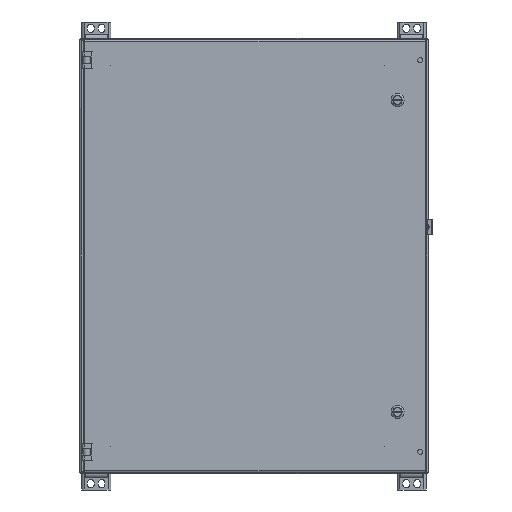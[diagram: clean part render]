
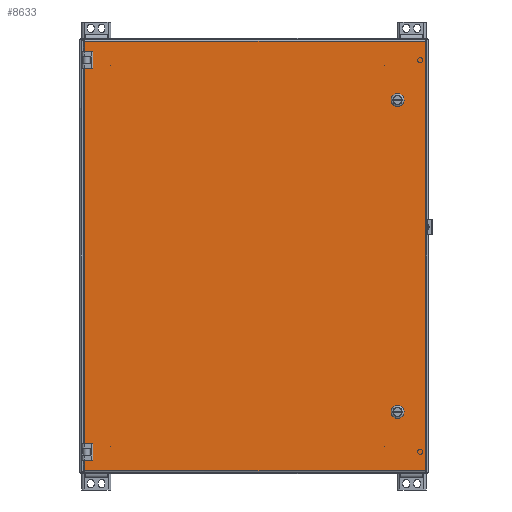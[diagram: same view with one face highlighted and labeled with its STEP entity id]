
A CAD part, front view. The second image highlights one B-rep face of the part: STEP entity #8633.
In plain terms, the highlighted planar face has unit normal (0, -1, 0).
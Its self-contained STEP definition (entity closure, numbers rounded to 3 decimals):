
#8633 = ADVANCED_FACE( '', ( #17230, #17231, #17232 ), #17233, .T. );
#17230 = FACE_BOUND( '', #57361, .T. );
#17231 = FACE_BOUND( '', #57362, .T. );
#17232 = FACE_OUTER_BOUND( '', #57363, .T. );
#17233 = PLANE( '', #57364 );
#57361 = EDGE_LOOP( '', ( #82806, #82807, #82808, #82809 ) );
#57362 = EDGE_LOOP( '', ( #82810, #82811, #82812, #82813 ) );
#57363 = EDGE_LOOP( '', ( #82814, #82815, #82816, #82817, #82818, #82819, #82820, #82821, #82822, #82823, #82824, #82825 ) );
#57364 = AXIS2_PLACEMENT_3D( '', #82826, #82827, #82828 );
#82806 = ORIENTED_EDGE( '', *, *, #90305, .F. );
#82807 = ORIENTED_EDGE( '', *, *, #83777, .F. );
#82808 = ORIENTED_EDGE( '', *, *, #85678, .F. );
#82809 = ORIENTED_EDGE( '', *, *, #84936, .F. );
#82810 = ORIENTED_EDGE( '', *, *, #91600, .F. );
#82811 = ORIENTED_EDGE( '', *, *, #87978, .F. );
#82812 = ORIENTED_EDGE( '', *, *, #90894, .F. );
#82813 = ORIENTED_EDGE( '', *, *, #90077, .F. );
#82814 = ORIENTED_EDGE( '', *, *, #89913, .F. );
#82815 = ORIENTED_EDGE( '', *, *, #90104, .F. );
#82816 = ORIENTED_EDGE( '', *, *, #89400, .F. );
#82817 = ORIENTED_EDGE( '', *, *, #91099, .F. );
#82818 = ORIENTED_EDGE( '', *, *, #83769, .F. );
#82819 = ORIENTED_EDGE( '', *, *, #88187, .F. );
#82820 = ORIENTED_EDGE( '', *, *, #85185, .F. );
#82821 = ORIENTED_EDGE( '', *, *, #90881, .T. );
#82822 = ORIENTED_EDGE( '', *, *, #90438, .F. );
#82823 = ORIENTED_EDGE( '', *, *, #90998, .F. );
#82824 = ORIENTED_EDGE( '', *, *, #91154, .F. );
#82825 = ORIENTED_EDGE( '', *, *, #85865, .F. );
#82826 = CARTESIAN_POINT( '', ( 0., 0., 0. ) );
#82827 = DIRECTION( '', ( 0., -1., 0. ) );
#82828 = DIRECTION( '', ( 0., 0., -1. ) );
#83769 = EDGE_CURVE( '', #92533, #92529, #92535, .T. );
#83777 = EDGE_CURVE( '', #92547, #92549, #92550, .T. );
#84936 = EDGE_CURVE( '', #94556, #94558, #94559, .T. );
#85185 = EDGE_CURVE( '', #92499, #94982, #94983, .T. );
#85678 = EDGE_CURVE( '', #94558, #92547, #95801, .T. );
#85865 = EDGE_CURVE( '', #96104, #96106, #96107, .T. );
#87978 = EDGE_CURVE( '', #99395, #99397, #99398, .T. );
#88187 = EDGE_CURVE( '', #94982, #92533, #99686, .T. );
#89400 = EDGE_CURVE( '', #101355, #101357, #101358, .T. );
#89913 = EDGE_CURVE( '', #102027, #96104, #102029, .T. );
#90077 = EDGE_CURVE( '', #102219, #102221, #102222, .T. );
#90104 = EDGE_CURVE( '', #101357, #102027, #102252, .T. );
#90305 = EDGE_CURVE( '', #92549, #94556, #102483, .T. );
#90438 = EDGE_CURVE( '', #102641, #101494, #102643, .T. );
#90881 = EDGE_CURVE( '', #92499, #101494, #103137, .T. );
#90894 = EDGE_CURVE( '', #102221, #99395, #103151, .T. );
#90998 = EDGE_CURVE( '', #103265, #102641, #103267, .T. );
#91099 = EDGE_CURVE( '', #92529, #101355, #103377, .T. );
#91154 = EDGE_CURVE( '', #96106, #103265, #103436, .T. );
#91600 = EDGE_CURVE( '', #99397, #102219, #103897, .T. );
#92499 = VERTEX_POINT( '', #106107 );
#92529 = VERTEX_POINT( '', #106167 );
#92533 = VERTEX_POINT( '', #106172 );
#92535 = LINE( '', #106183, #106184 );
#92547 = VERTEX_POINT( '', #106200 );
#92549 = VERTEX_POINT( '', #106203 );
#92550 = LINE( '', #106204, #106205 );
#94556 = VERTEX_POINT( '', #110988 );
#94558 = VERTEX_POINT( '', #110991 );
#94559 = LINE( '', #110992, #110993 );
#94982 = VERTEX_POINT( '', #112043 );
#94983 = LINE( '', #112044, #112045 );
#95801 = CIRCLE( '', #114111, 9.716 );
#96104 = VERTEX_POINT( '', #114955 );
#96106 = VERTEX_POINT( '', #114957 );
#96107 = LINE( '', #114958, #114959 );
#99395 = VERTEX_POINT( '', #123486 );
#99397 = VERTEX_POINT( '', #123489 );
#99398 = LINE( '', #123490, #123491 );
#99686 = LINE( '', #124251, #124252 );
#101355 = VERTEX_POINT( '', #128522 );
#101357 = VERTEX_POINT( '', #128525 );
#101358 = LINE( '', #128526, #128527 );
#101494 = VERTEX_POINT( '', #128985 );
#102027 = VERTEX_POINT( '', #130944 );
#102029 = LINE( '', #130946, #130947 );
#102219 = VERTEX_POINT( '', #131333 );
#102221 = VERTEX_POINT( '', #131336 );
#102222 = LINE( '', #131337, #131338 );
#102252 = LINE( '', #131413, #131414 );
#102483 = CIRCLE( '', #131960, 9.716 );
#102641 = VERTEX_POINT( '', #132422 );
#102643 = LINE( '', #132424, #132425 );
#103137 = LINE( '', #133641, #133642 );
#103151 = CIRCLE( '', #133677, 9.716 );
#103265 = VERTEX_POINT( '', #133940 );
#103267 = LINE( '', #133943, #133944 );
#103377 = LINE( '', #134173, #134174 );
#103436 = LINE( '', #134251, #134252 );
#103897 = CIRCLE( '', #134940, 9.716 );
#106107 = CARTESIAN_POINT( '', ( 298.098, 0., 376.282 ) );
#106167 = CARTESIAN_POINT( '', ( -298.098, 0., -353.212 ) );
#106172 = CARTESIAN_POINT( '', ( -298.098, 0., -376.282 ) );
#106183 = CARTESIAN_POINT( '', ( -298.098, 0., -376.282 ) );
#106184 = VECTOR( '', #135336, 1000. );
#106200 = CARTESIAN_POINT( '', ( 257.762, 0., 267.734 ) );
#106203 = CARTESIAN_POINT( '', ( 257.762, 0., 278.379 ) );
#106204 = CARTESIAN_POINT( '', ( 257.762, 0., 278.379 ) );
#106205 = VECTOR( '', #135342, 1000. );
#110988 = CARTESIAN_POINT( '', ( 241.506, 0., 278.379 ) );
#110991 = CARTESIAN_POINT( '', ( 241.506, 0., 267.734 ) );
#110992 = CARTESIAN_POINT( '', ( 241.506, 0., 278.379 ) );
#110993 = VECTOR( '', #136226, 1000. );
#112043 = CARTESIAN_POINT( '', ( 298.098, 0., -376.282 ) );
#112044 = CARTESIAN_POINT( '', ( 298.098, 0., 376.282 ) );
#112045 = VECTOR( '', #136429, 1000. );
#114111 = AXIS2_PLACEMENT_3D( '', #136783, #136784, #136785 );
#114955 = CARTESIAN_POINT( '', ( -298.098, 0., 332.588 ) );
#114957 = CARTESIAN_POINT( '', ( -285.931, 0., 332.588 ) );
#114958 = CARTESIAN_POINT( '', ( 0., 0., 332.588 ) );
#114959 = VECTOR( '', #136899, 1000. );
#123486 = CARTESIAN_POINT( '', ( 257.762, 0., -278.379 ) );
#123489 = CARTESIAN_POINT( '', ( 257.762, 0., -267.734 ) );
#123490 = CARTESIAN_POINT( '', ( 257.762, 0., -267.734 ) );
#123491 = VECTOR( '', #138340, 1000. );
#124251 = CARTESIAN_POINT( '', ( 298.098, 0., -376.282 ) );
#124252 = VECTOR( '', #138475, 1000. );
#128522 = CARTESIAN_POINT( '', ( -285.931, 0., -353.212 ) );
#128525 = CARTESIAN_POINT( '', ( -285.931, 0., -332.588 ) );
#128526 = CARTESIAN_POINT( '', ( -285.931, 0., 0. ) );
#128527 = VECTOR( '', #139256, 1000. );
#128985 = CARTESIAN_POINT( '', ( -298.098, 0., 376.282 ) );
#130944 = CARTESIAN_POINT( '', ( -298.098, 0., -332.588 ) );
#130946 = CARTESIAN_POINT( '', ( -298.098, 0., -376.282 ) );
#130947 = VECTOR( '', #139496, 1000. );
#131333 = CARTESIAN_POINT( '', ( 241.506, 0., -267.734 ) );
#131336 = CARTESIAN_POINT( '', ( 241.506, 0., -278.379 ) );
#131337 = CARTESIAN_POINT( '', ( 241.506, 0., -267.734 ) );
#131338 = VECTOR( '', #139596, 1000. );
#131413 = CARTESIAN_POINT( '', ( 0., 0., -332.588 ) );
#131414 = VECTOR( '', #139612, 1000. );
#131960 = AXIS2_PLACEMENT_3D( '', #139716, #139717, #139718 );
#132422 = CARTESIAN_POINT( '', ( -298.098, 0., 353.212 ) );
#132424 = CARTESIAN_POINT( '', ( -298.098, 0., -376.282 ) );
#132425 = VECTOR( '', #139788, 1000. );
#133641 = CARTESIAN_POINT( '', ( -298.098, 0., 376.282 ) );
#133642 = VECTOR( '', #140011, 1000. );
#133677 = AXIS2_PLACEMENT_3D( '', #140014, #140015, #140016 );
#133940 = CARTESIAN_POINT( '', ( -285.931, 0., 353.212 ) );
#133943 = CARTESIAN_POINT( '', ( 0., 0., 353.212 ) );
#133944 = VECTOR( '', #140047, 1000. );
#134173 = CARTESIAN_POINT( '', ( 0., 0., -353.212 ) );
#134174 = VECTOR( '', #140086, 1000. );
#134251 = CARTESIAN_POINT( '', ( -285.931, 0., 685.8 ) );
#134252 = VECTOR( '', #140102, 1000. );
#134940 = AXIS2_PLACEMENT_3D( '', #140224, #140225, #140226 );
#135336 = DIRECTION( '', ( 0., 0., 1. ) );
#135342 = DIRECTION( '', ( 0., 0., 1. ) );
#136226 = DIRECTION( '', ( 0., 0., -1. ) );
#136429 = DIRECTION( '', ( 0., 0., -1. ) );
#136783 = CARTESIAN_POINT( '', ( 249.634, 0., 273.056 ) );
#136784 = DIRECTION( '', ( 0., -1., 0. ) );
#136785 = DIRECTION( '', ( 1., 0., 0. ) );
#136899 = DIRECTION( '', ( 1., 0., 0. ) );
#138340 = DIRECTION( '', ( 0., 0., 1. ) );
#138475 = DIRECTION( '', ( -1., 0., 0. ) );
#139256 = DIRECTION( '', ( 0., 0., 1. ) );
#139496 = DIRECTION( '', ( 0., 0., 1. ) );
#139596 = DIRECTION( '', ( 0., 0., -1. ) );
#139612 = DIRECTION( '', ( -1., 0., 0. ) );
#139716 = CARTESIAN_POINT( '', ( 249.634, 0., 273.056 ) );
#139717 = DIRECTION( '', ( 0., -1., 0. ) );
#139718 = DIRECTION( '', ( 1., 0., 0. ) );
#139788 = DIRECTION( '', ( 0., 0., 1. ) );
#140011 = DIRECTION( '', ( -1., 0., 0. ) );
#140014 = CARTESIAN_POINT( '', ( 249.634, 0., -273.056 ) );
#140015 = DIRECTION( '', ( 0., -1., 0. ) );
#140016 = DIRECTION( '', ( 1., 0., 0. ) );
#140047 = DIRECTION( '', ( -1., 0., 0. ) );
#140086 = DIRECTION( '', ( 1., 0., 0. ) );
#140102 = DIRECTION( '', ( 0., 0., 1. ) );
#140224 = CARTESIAN_POINT( '', ( 249.634, 0., -273.056 ) );
#140225 = DIRECTION( '', ( 0., -1., 0. ) );
#140226 = DIRECTION( '', ( 1., 0., 0. ) );
